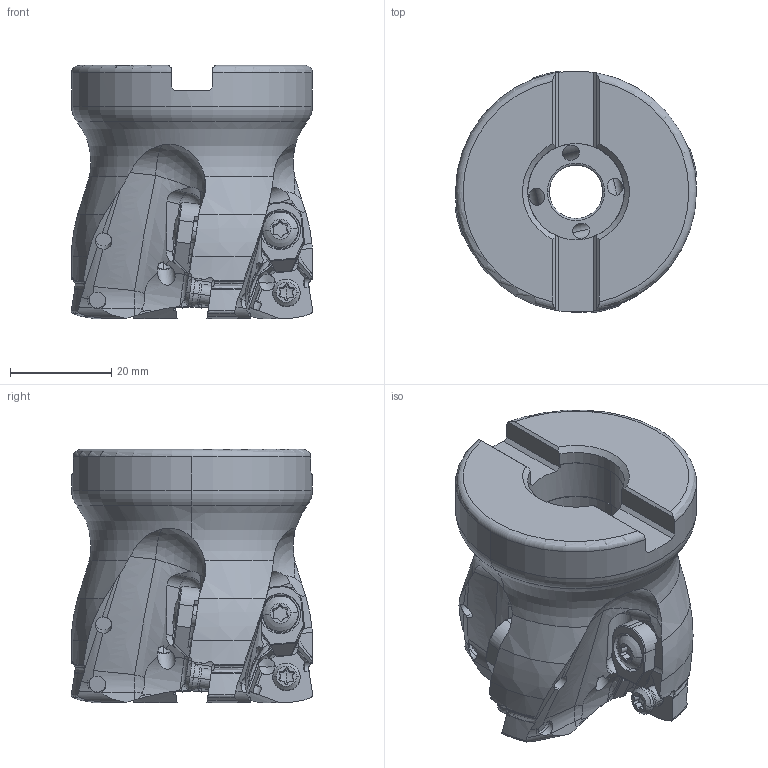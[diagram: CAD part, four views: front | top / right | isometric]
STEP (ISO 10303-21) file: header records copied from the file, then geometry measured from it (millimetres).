
FILE_DESCRIPTION(/* description */ (''),/* implementation_level */ '2;1');
FILE_NAME(/* name */ 'AJXU12R0204.stp',/* time_stamp */ '2021-09-08T11:48:59+09:00',/* author */ (''),/* organization */ (''),/* preprocessor_version */ 'ST-DEVELOPER v16',/* originating_system */ 'SIEMENS PLM Software NX 10.0',/* authorisation */ '');
FILE_SCHEMA (('AUTOMOTIVE_DESIGN { 1 0 10303 214 3 1 1 1 }'));
Length unit declared in the file: millimetre
Products named in the file (1): AJXU12R0204_ASM
Bounding box: 47.74 x 47.74 x 50.08 mm (x, y, z)
Volume: 50234.1 mm3; surface area: 18322.3 mm2
Topology: 17 solids, 17 shells, 891 faces, 2475 edges, 1666 vertices
Faces by surface type: cylinder 400, plane 265, cone 112, torus 54, sphere 32, bspline 28
Entity records: 36309 total; most frequent: CARTESIAN_POINT 13248, ORIENTED_EDGE 4862, DIRECTION 4634, EDGE_CURVE 2431, AXIS2_PLACEMENT_3D 1905, VERTEX_POINT 1607, EDGE_LOOP 966, CIRCLE 893
